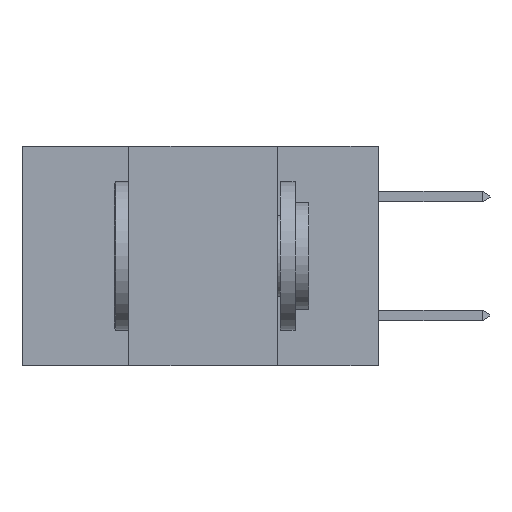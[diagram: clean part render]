
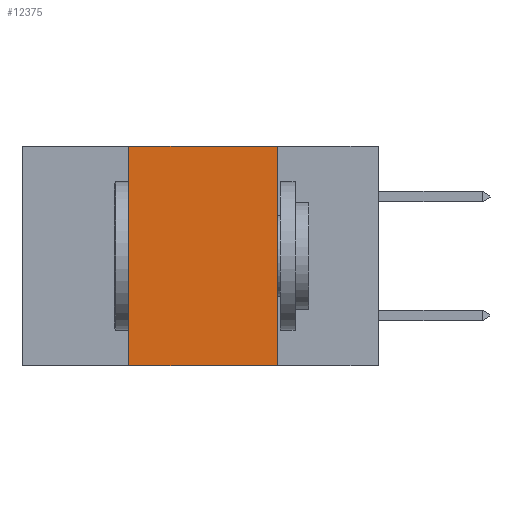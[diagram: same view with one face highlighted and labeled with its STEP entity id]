
A CAD part, left-side view. The second image highlights one B-rep face of the part: STEP entity #12375.
In plain terms, the highlighted planar face has unit normal (-1, 0, 0).
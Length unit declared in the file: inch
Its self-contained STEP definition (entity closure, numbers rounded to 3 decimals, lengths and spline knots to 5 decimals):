
#348 = FACE_OUTER_BOUND ( 'NONE', #10247, .T. ) ;
#1858 = VECTOR ( 'NONE', #8047, 39.37008 ) ;
#2231 = AXIS2_PLACEMENT_3D ( 'NONE', #6147, #16631, #7439 ) ;
#2568 = VERTEX_POINT ( 'NONE', #11958 ) ;
#2785 = ORIENTED_EDGE ( 'NONE', *, *, #3516, .F. ) ;
#3339 = LINE ( 'NONE', #8444, #3585 ) ;
#3516 = EDGE_CURVE ( 'NONE', #2568, #11466, #17966, .T. ) ;
#3585 = VECTOR ( 'NONE', #3730, 39.37008 ) ;
#3730 = DIRECTION ( 'NONE',  ( 0., -1., 0. ) ) ;
#4046 = EDGE_CURVE ( 'NONE', #6243, #5314, #10462, .T. ) ;
#4331 = DIRECTION ( 'NONE',  ( 0., -1., 0. ) ) ;
#5314 = VERTEX_POINT ( 'NONE', #14859 ) ;
#6003 = ORIENTED_EDGE ( 'NONE', *, *, #4046, .F. ) ;
#6147 = CARTESIAN_POINT ( 'NONE',  ( 0., 0.6, 0. ) ) ;
#6243 = VERTEX_POINT ( 'NONE', #12235 ) ;
#6653 = ORIENTED_EDGE ( 'NONE', *, *, #19362, .T. ) ;
#7439 = DIRECTION ( 'NONE',  ( 0., 0., -1. ) ) ;
#8047 = DIRECTION ( 'NONE',  ( 0., 0., -1. ) ) ;
#8444 = CARTESIAN_POINT ( 'NONE',  ( 0., 0.6, -0.37 ) ) ;
#10247 = EDGE_LOOP ( 'NONE', ( #2785, #12035, #6003, #6653 ) ) ;
#10462 = LINE ( 'NONE', #16052, #18640 ) ;
#10873 = VECTOR ( 'NONE', #4331, 39.37008 ) ;
#11466 = VERTEX_POINT ( 'NONE', #16499 ) ;
#11958 = CARTESIAN_POINT ( 'NONE',  ( 0., 0.17, 0. ) ) ;
#12035 = ORIENTED_EDGE ( 'NONE', *, *, #12561, .F. ) ;
#12235 = CARTESIAN_POINT ( 'NONE',  ( 0., 0.42, -0.37 ) ) ;
#12375 = ADVANCED_FACE ( 'NONE', ( #348 ), #15357, .F. ) ;
#12561 = EDGE_CURVE ( 'NONE', #5314, #2568, #13073, .T. ) ;
#13073 = LINE ( 'NONE', #13552, #10873 ) ;
#13552 = CARTESIAN_POINT ( 'NONE',  ( 0., 0.6, 0. ) ) ;
#14859 = CARTESIAN_POINT ( 'NONE',  ( 0., 0.42, 0. ) ) ;
#15357 = PLANE ( 'NONE',  #2231 ) ;
#16052 = CARTESIAN_POINT ( 'NONE',  ( 0., 0.42, 0. ) ) ;
#16499 = CARTESIAN_POINT ( 'NONE',  ( 0., 0.17, -0.37 ) ) ;
#16631 = DIRECTION ( 'NONE',  ( 1., 0., 0. ) ) ;
#17251 = CARTESIAN_POINT ( 'NONE',  ( 0., 0.17, 0. ) ) ;
#17966 = LINE ( 'NONE', #17251, #1858 ) ;
#18640 = VECTOR ( 'NONE', #19216, 39.37008 ) ;
#19216 = DIRECTION ( 'NONE',  ( 0., 0., 1. ) ) ;
#19362 = EDGE_CURVE ( 'NONE', #6243, #11466, #3339, .T. ) ;
